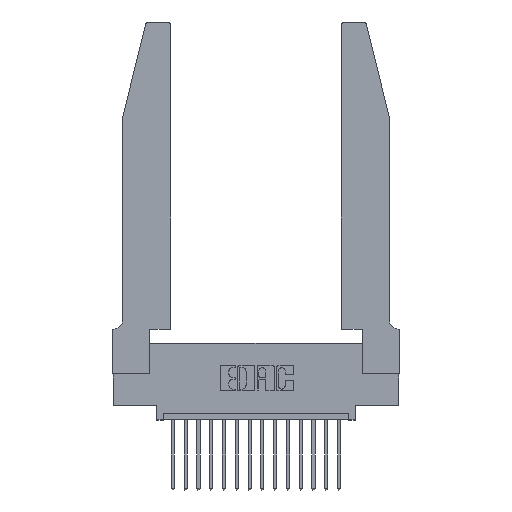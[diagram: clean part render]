
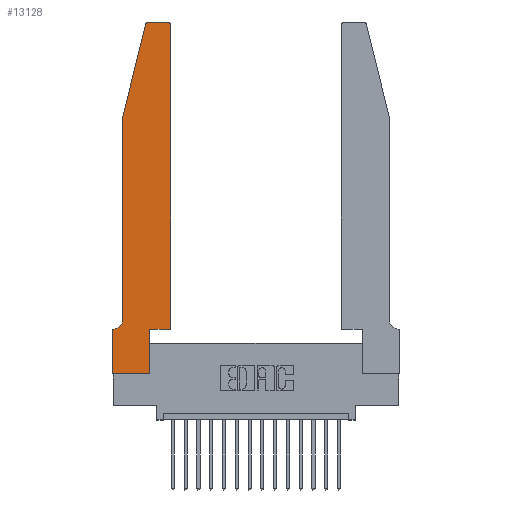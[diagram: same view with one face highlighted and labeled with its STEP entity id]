
A CAD part, top view. The second image highlights one B-rep face of the part: STEP entity #13128.
In plain terms, the highlighted planar face has unit normal (0, 0, 1).
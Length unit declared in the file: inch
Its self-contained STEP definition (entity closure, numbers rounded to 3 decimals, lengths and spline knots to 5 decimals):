
#234 = LINE ( 'NONE', #15365, #9954 ) ;
#393 = ORIENTED_EDGE ( 'NONE', *, *, #8991, .T. ) ;
#929 = VECTOR ( 'NONE', #9375, 39.37008 ) ;
#932 = DIRECTION ( 'NONE',  ( 0., 0., -1. ) ) ;
#1069 = EDGE_CURVE ( 'NONE', #8040, #2761, #5849, .T. ) ;
#1098 = CARTESIAN_POINT ( 'NONE',  ( 0., 0., 0.37 ) ) ;
#1210 = VECTOR ( 'NONE', #15457, 39.37008 ) ;
#1235 = LINE ( 'NONE', #18893, #12358 ) ;
#1244 = DIRECTION ( 'NONE',  ( -0.239, -0.971, 0. ) ) ;
#1359 = ORIENTED_EDGE ( 'NONE', *, *, #6928, .T. ) ;
#2582 = CARTESIAN_POINT ( 'NONE',  ( 0., 0.35, 0.37 ) ) ;
#2720 = DIRECTION ( 'NONE',  ( 1., 0., 0. ) ) ;
#2761 = VERTEX_POINT ( 'NONE', #3626 ) ;
#2793 = VERTEX_POINT ( 'NONE', #8146 ) ;
#2940 = EDGE_LOOP ( 'NONE', ( #17789, #1359, #393, #14413, #18007, #14534, #17520, #7295, #4310, #6127, #4203, #15935 ) ) ;
#3006 = EDGE_CURVE ( 'NONE', #4810, #14150, #3931, .T. ) ;
#3121 = CARTESIAN_POINT ( 'NONE',  ( 0.4505, 2.72, 0.37 ) ) ;
#3154 = CARTESIAN_POINT ( 'NONE',  ( 0.0755, 0.42, 0.37 ) ) ;
#3626 = CARTESIAN_POINT ( 'NONE',  ( 0.0055, 0.35, 0.37 ) ) ;
#3631 = DIRECTION ( 'NONE',  ( 0., 0., 1. ) ) ;
#3781 = CARTESIAN_POINT ( 'NONE',  ( 0.2865, 0.35, 0.37 ) ) ;
#3931 = LINE ( 'NONE', #19042, #15943 ) ;
#4085 = AXIS2_PLACEMENT_3D ( 'NONE', #15569, #3631, #12495 ) ;
#4203 = ORIENTED_EDGE ( 'NONE', *, *, #16193, .T. ) ;
#4310 = ORIENTED_EDGE ( 'NONE', *, *, #11354, .T. ) ;
#4311 = CARTESIAN_POINT ( 'NONE',  ( 0., 0.35, 0.37 ) ) ;
#4810 = VERTEX_POINT ( 'NONE', #3781 ) ;
#5116 = EDGE_CURVE ( 'NONE', #11650, #8040, #10173, .T. ) ;
#5220 = EDGE_CURVE ( 'NONE', #18464, #16609, #234, .T. ) ;
#5231 = CARTESIAN_POINT ( 'NONE',  ( 0.0755, 2., 0.37 ) ) ;
#5556 = PLANE ( 'NONE',  #12673 ) ;
#5621 = LINE ( 'NONE', #8237, #1210 ) ;
#5849 = CIRCLE ( 'NONE', #13286, 0.07 ) ;
#5965 = CARTESIAN_POINT ( 'NONE',  ( 0.4505, 0.35, 0.37 ) ) ;
#6127 = ORIENTED_EDGE ( 'NONE', *, *, #3006, .T. ) ;
#6287 = CARTESIAN_POINT ( 'NONE',  ( 0.0755, 0.35, 0.37 ) ) ;
#6527 = VECTOR ( 'NONE', #8819, 39.37008 ) ;
#6928 = EDGE_CURVE ( 'NONE', #9331, #2793, #13573, .T. ) ;
#7289 = DIRECTION ( 'NONE',  ( 1., 0., 0. ) ) ;
#7295 = ORIENTED_EDGE ( 'NONE', *, *, #5220, .T. ) ;
#7784 = CARTESIAN_POINT ( 'NONE',  ( 0.284, 2.72, 0.37 ) ) ;
#8040 = VERTEX_POINT ( 'NONE', #3154 ) ;
#8146 = CARTESIAN_POINT ( 'NONE',  ( 0.25487, 2.72718, 0.37 ) ) ;
#8237 = CARTESIAN_POINT ( 'NONE',  ( 0., 0., 0.37 ) ) ;
#8630 = LINE ( 'NONE', #6287, #14400 ) ;
#8819 = DIRECTION ( 'NONE',  ( 0., 1., 0. ) ) ;
#8873 = LINE ( 'NONE', #5965, #6527 ) ;
#8991 = EDGE_CURVE ( 'NONE', #2793, #11650, #1235, .T. ) ;
#9188 = CARTESIAN_POINT ( 'NONE',  ( 0.4205, 2.75, 0.37 ) ) ;
#9331 = VERTEX_POINT ( 'NONE', #12250 ) ;
#9375 = DIRECTION ( 'NONE',  ( 0., 1., 0. ) ) ;
#9575 = CARTESIAN_POINT ( 'NONE',  ( 0.2865, 0., 0.37 ) ) ;
#9954 = VECTOR ( 'NONE', #13823, 39.37008 ) ;
#9965 = DIRECTION ( 'NONE',  ( -1., 0., 0. ) ) ;
#10173 = LINE ( 'NONE', #5231, #16195 ) ;
#10360 = AXIS2_PLACEMENT_3D ( 'NONE', #7784, #16780, #15263 ) ;
#10738 = LINE ( 'NONE', #11060, #16300 ) ;
#10984 = CIRCLE ( 'NONE', #4085, 0.03 ) ;
#11060 = CARTESIAN_POINT ( 'NONE',  ( 0.2605, 2.75, 0.37 ) ) ;
#11301 = DIRECTION ( 'NONE',  ( -1., 0., 0. ) ) ;
#11354 = EDGE_CURVE ( 'NONE', #16609, #4810, #13659, .T. ) ;
#11630 = CARTESIAN_POINT ( 'NONE',  ( 0.0755, 2., 0.37 ) ) ;
#11650 = VERTEX_POINT ( 'NONE', #11630 ) ;
#12250 = CARTESIAN_POINT ( 'NONE',  ( 0.284, 2.75, 0.37 ) ) ;
#12358 = VECTOR ( 'NONE', #1244, 39.37008 ) ;
#12409 = DIRECTION ( 'NONE',  ( -1., 0., 0. ) ) ;
#12495 = DIRECTION ( 'NONE',  ( 1., 0., 0. ) ) ;
#12673 = AXIS2_PLACEMENT_3D ( 'NONE', #2582, #12880, #2720 ) ;
#12880 = DIRECTION ( 'NONE',  ( 0., 0., 1. ) ) ;
#13128 = ADVANCED_FACE ( 'NONE', ( #13489 ), #5556, .T. ) ;
#13286 = AXIS2_PLACEMENT_3D ( 'NONE', #14191, #932, #11301 ) ;
#13489 = FACE_OUTER_BOUND ( 'NONE', #2940, .T. ) ;
#13573 = CIRCLE ( 'NONE', #10360, 0.03 ) ;
#13659 = LINE ( 'NONE', #18265, #929 ) ;
#13823 = DIRECTION ( 'NONE',  ( 1., 0., 0. ) ) ;
#14150 = VERTEX_POINT ( 'NONE', #18315 ) ;
#14191 = CARTESIAN_POINT ( 'NONE',  ( 0.0055, 0.42, 0.37 ) ) ;
#14400 = VECTOR ( 'NONE', #12409, 39.37008 ) ;
#14413 = ORIENTED_EDGE ( 'NONE', *, *, #5116, .T. ) ;
#14534 = ORIENTED_EDGE ( 'NONE', *, *, #19170, .T. ) ;
#15158 = VERTEX_POINT ( 'NONE', #3121 ) ;
#15263 = DIRECTION ( 'NONE',  ( 1., 0., 0. ) ) ;
#15365 = CARTESIAN_POINT ( 'NONE',  ( 0., 0., 0.37 ) ) ;
#15397 = EDGE_CURVE ( 'NONE', #15158, #18193, #10984, .T. ) ;
#15457 = DIRECTION ( 'NONE',  ( 0., -1., 0. ) ) ;
#15547 = DIRECTION ( 'NONE',  ( 0., -1., 0. ) ) ;
#15569 = CARTESIAN_POINT ( 'NONE',  ( 0.4205, 2.72, 0.37 ) ) ;
#15935 = ORIENTED_EDGE ( 'NONE', *, *, #15397, .T. ) ;
#15943 = VECTOR ( 'NONE', #7289, 39.37008 ) ;
#16193 = EDGE_CURVE ( 'NONE', #14150, #15158, #8873, .T. ) ;
#16195 = VECTOR ( 'NONE', #15547, 39.37008 ) ;
#16300 = VECTOR ( 'NONE', #9965, 39.37008 ) ;
#16567 = EDGE_CURVE ( 'NONE', #17400, #18464, #5621, .T. ) ;
#16609 = VERTEX_POINT ( 'NONE', #9575 ) ;
#16780 = DIRECTION ( 'NONE',  ( 0., 0., 1. ) ) ;
#17400 = VERTEX_POINT ( 'NONE', #4311 ) ;
#17520 = ORIENTED_EDGE ( 'NONE', *, *, #16567, .T. ) ;
#17789 = ORIENTED_EDGE ( 'NONE', *, *, #18357, .T. ) ;
#18007 = ORIENTED_EDGE ( 'NONE', *, *, #1069, .T. ) ;
#18193 = VERTEX_POINT ( 'NONE', #9188 ) ;
#18265 = CARTESIAN_POINT ( 'NONE',  ( 0.2865, 0.35, 0.37 ) ) ;
#18315 = CARTESIAN_POINT ( 'NONE',  ( 0.4505, 0.35, 0.37 ) ) ;
#18357 = EDGE_CURVE ( 'NONE', #18193, #9331, #10738, .T. ) ;
#18464 = VERTEX_POINT ( 'NONE', #1098 ) ;
#18893 = CARTESIAN_POINT ( 'NONE',  ( 0.0755, 2., 0.37 ) ) ;
#19042 = CARTESIAN_POINT ( 'NONE',  ( 0.4505, 0.35, 0.37 ) ) ;
#19170 = EDGE_CURVE ( 'NONE', #2761, #17400, #8630, .T. ) ;
